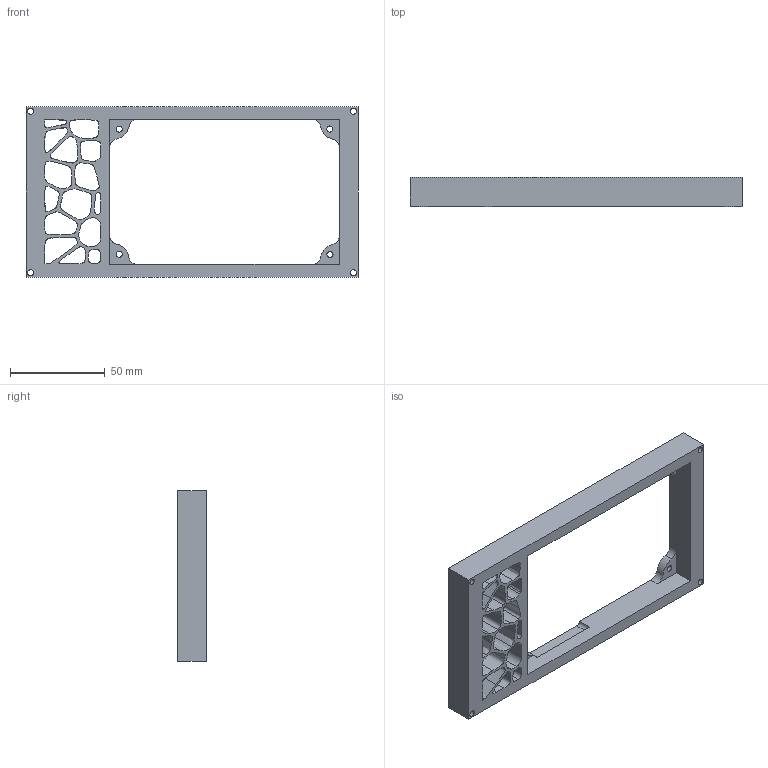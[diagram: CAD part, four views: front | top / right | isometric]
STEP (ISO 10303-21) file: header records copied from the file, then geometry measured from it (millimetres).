
FILE_DESCRIPTION(('HOOPS Exchange Step'),'2;1');
FILE_NAME('BTT HDMI5 Plate.stp','2026-02-20T16:06:24-05:00',('RED'),('Unknown organisation'),'HOOPS Exchange 2025.8','HOOPS Exchange','Unknown authorisation');
FILE_SCHEMA( ('AP203_CONFIGURATION_CONTROLLED_3D_DESIGN_OF_MECHANICAL_PARTS_AND_ASSEMBLIES_MIM_LF') );
Length unit declared in the file: millimetre
Products named in the file (2): 0; root
Assembly tree (1 placements, depth 2):
  root
    0
Bounding box: 174.86 x 15.16 x 89.8 mm (x, y, z)
Volume: 72478.2 mm3; surface area: 34003 mm2
Topology: 1 solids, 1 shells, 125 faces, 381 edges, 258 vertices
Faces by surface type: bspline 69, cylinder 32, plane 24
Full cylindrical faces by diameter (mm): 3.2 x8
Entity records: 12942 total; most frequent: CARTESIAN_POINT 9907, ORIENTED_EDGE 762, EDGE_CURVE 381, DIRECTION 359, VERTEX_POINT 258, B_SPLINE_CURVE_WITH_KNOTS 185, EDGE_LOOP 173, FACE_BOUND 173
